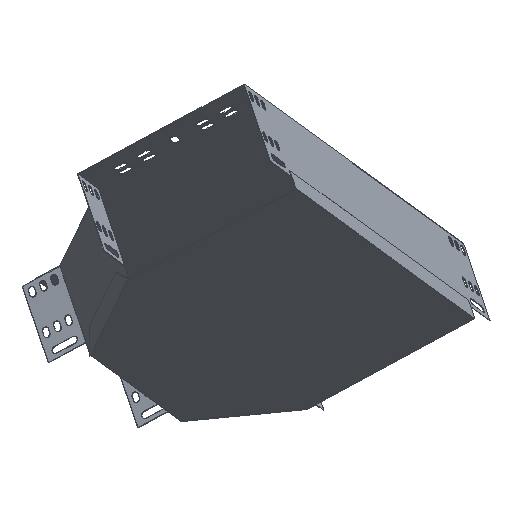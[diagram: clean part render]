
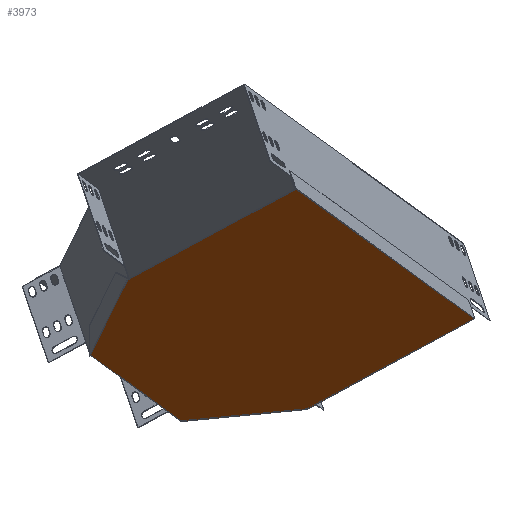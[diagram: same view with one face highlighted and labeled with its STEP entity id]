
A CAD part, front view. The second image highlights one B-rep face of the part: STEP entity #3973.
In plain terms, the highlighted planar face has unit normal (0.283, -0.485, -0.827).
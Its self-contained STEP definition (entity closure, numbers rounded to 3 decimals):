
#62 = CARTESIAN_POINT ( 'NONE',  ( 43.852, 385.346, 12.902 ) ) ;
#89 = CARTESIAN_POINT ( 'NONE',  ( -87.112, 330.471, 0.323 ) ) ;
#546 = ORIENTED_EDGE ( 'NONE', *, *, #1775, .T. ) ;
#559 = CARTESIAN_POINT ( 'NONE',  ( -178.286, 163.157, 67.329 ) ) ;
#940 = CARTESIAN_POINT ( 'NONE',  ( -85.687, 329.808, 1.199 ) ) ;
#1014 = DIRECTION ( 'NONE',  ( 0.919, 0.385, 0.088 ) ) ;
#1256 = VERTEX_POINT ( 'NONE', #1748 ) ;
#1308 = CARTESIAN_POINT ( 'NONE',  ( -85.853, 330.278, 0.866 ) ) ;
#1467 = LINE ( 'NONE', #1308, #10911 ) ;
#1539 = CARTESIAN_POINT ( 'NONE',  ( -178.597, 164.045, 66.702 ) ) ;
#1561 = CARTESIAN_POINT ( 'NONE',  ( -138.574, 52.454, 145.869 ) ) ;
#1576 = DIRECTION ( 'NONE',  ( 0.276, -0.785, 0.555 ) ) ;
#1666 = VECTOR ( 'NONE', #2081, 1000. ) ;
#1683 = VERTEX_POINT ( 'NONE', #10868 ) ;
#1748 = CARTESIAN_POINT ( 'NONE',  ( -138.022, 52.685, 145.922 ) ) ;
#1775 = EDGE_CURVE ( 'NONE', #1810, #9027, #4056, .T. ) ;
#1810 = VERTEX_POINT ( 'NONE', #5772 ) ;
#1834 = DIRECTION ( 'NONE',  ( 0.919, 0.385, 0.088 ) ) ;
#1847 = LINE ( 'NONE', #4614, #6316 ) ;
#1990 = DIRECTION ( 'NONE',  ( -0.455, -0.827, 0.33 ) ) ;
#2081 = DIRECTION ( 'NONE',  ( 0.845, -0.283, 0.455 ) ) ;
#2189 = ORIENTED_EDGE ( 'NONE', *, *, #5044, .F. ) ;
#2323 = ORIENTED_EDGE ( 'NONE', *, *, #10859, .T. ) ;
#2450 = DIRECTION ( 'NONE',  ( 0.919, 0.385, 0.088 ) ) ;
#2514 = ORIENTED_EDGE ( 'NONE', *, *, #10568, .T. ) ;
#2817 = CARTESIAN_POINT ( 'NONE',  ( 31.717, -5.275, 237.971 ) ) ;
#3775 = CARTESIAN_POINT ( 'NONE',  ( -216.132, 275.15, -11.33 ) ) ;
#3912 = ORIENTED_EDGE ( 'NONE', *, *, #8533, .T. ) ;
#3973 = ADVANCED_FACE ( 'NONE', ( #7010 ), #10230, .F. ) ;
#4046 = ORIENTED_EDGE ( 'NONE', *, *, #7062, .F. ) ;
#4056 = LINE ( 'NONE', #89, #11056 ) ;
#4375 = CARTESIAN_POINT ( 'NONE',  ( 44.238, 384.247, 13.679 ) ) ;
#4614 = CARTESIAN_POINT ( 'NONE',  ( -177.551, 163.465, 67.4 ) ) ;
#4756 = EDGE_CURVE ( 'NONE', #10052, #9804, #8167, .T. ) ;
#4894 = CARTESIAN_POINT ( 'NONE',  ( 44.238, 384.247, 13.679 ) ) ;
#5044 = EDGE_CURVE ( 'NONE', #1683, #5150, #9113, .T. ) ;
#5146 = DIRECTION ( 'NONE',  ( 0.276, -0.785, 0.555 ) ) ;
#5150 = VERTEX_POINT ( 'NONE', #11356 ) ;
#5244 = DIRECTION ( 'NONE',  ( 0.455, 0.827, -0.33 ) ) ;
#5260 = VECTOR ( 'NONE', #5146, 1000. ) ;
#5607 = VERTEX_POINT ( 'NONE', #4375 ) ;
#5770 = LINE ( 'NONE', #7798, #10486 ) ;
#5772 = CARTESIAN_POINT ( 'NONE',  ( -86.073, 330.906, 0.422 ) ) ;
#5831 = VECTOR ( 'NONE', #8930, 1000. ) ;
#6117 = CARTESIAN_POINT ( 'NONE',  ( 44.073, 384.718, 13.346 ) ) ;
#6316 = VECTOR ( 'NONE', #1834, 1000. ) ;
#6425 = VERTEX_POINT ( 'NONE', #9660 ) ;
#6510 = AXIS2_PLACEMENT_3D ( 'NONE', #3775, #7598, #1990 ) ;
#7010 = FACE_OUTER_BOUND ( 'NONE', #9250, .T. ) ;
#7062 = EDGE_CURVE ( 'NONE', #1810, #8194, #1467, .T. ) ;
#7500 = ORIENTED_EDGE ( 'NONE', *, *, #9375, .T. ) ;
#7598 = DIRECTION ( 'NONE',  ( -0.283, 0.485, 0.827 ) ) ;
#7711 = LINE ( 'NONE', #6117, #5260 ) ;
#7798 = CARTESIAN_POINT ( 'NONE',  ( 31.556, -4.113, 237.234 ) ) ;
#7934 = EDGE_CURVE ( 'NONE', #9804, #1256, #8421, .T. ) ;
#7987 = CARTESIAN_POINT ( 'NONE',  ( -176.999, 163.696, 67.453 ) ) ;
#8167 = LINE ( 'NONE', #1539, #5831 ) ;
#8194 = VERTEX_POINT ( 'NONE', #940 ) ;
#8207 = ORIENTED_EDGE ( 'NONE', *, *, #4756, .F. ) ;
#8421 = LINE ( 'NONE', #1561, #10758 ) ;
#8533 = EDGE_CURVE ( 'NONE', #1683, #1256, #5770, .T. ) ;
#8669 = ORIENTED_EDGE ( 'NONE', *, *, #8969, .T. ) ;
#8692 = DIRECTION ( 'NONE',  ( -0.845, 0.283, -0.455 ) ) ;
#8892 = LINE ( 'NONE', #7987, #10690 ) ;
#8930 = DIRECTION ( 'NONE',  ( 0.276, -0.785, 0.555 ) ) ;
#8969 = EDGE_CURVE ( 'NONE', #10052, #6425, #1847, .T. ) ;
#9027 = VERTEX_POINT ( 'NONE', #62 ) ;
#9113 = LINE ( 'NONE', #2817, #11723 ) ;
#9240 = CARTESIAN_POINT ( 'NONE',  ( -139.309, 52.146, 145.799 ) ) ;
#9250 = EDGE_LOOP ( 'NONE', ( #2323, #4046, #546, #7500, #2514, #2189, #3912, #9473, #8207, #8669 ) ) ;
#9329 = DIRECTION ( 'NONE',  ( 0.455, 0.827, -0.33 ) ) ;
#9375 = EDGE_CURVE ( 'NONE', #9027, #5607, #7711, .T. ) ;
#9473 = ORIENTED_EDGE ( 'NONE', *, *, #7934, .F. ) ;
#9660 = CARTESIAN_POINT ( 'NONE',  ( -176.999, 163.696, 67.453 ) ) ;
#9804 = VERTEX_POINT ( 'NONE', #9240 ) ;
#10052 = VERTEX_POINT ( 'NONE', #559 ) ;
#10230 = PLANE ( 'NONE',  #6510 ) ;
#10486 = VECTOR ( 'NONE', #8692, 1000. ) ;
#10568 = EDGE_CURVE ( 'NONE', #5607, #5150, #10836, .T. ) ;
#10690 = VECTOR ( 'NONE', #5244, 1000. ) ;
#10758 = VECTOR ( 'NONE', #2450, 1000. ) ;
#10836 = LINE ( 'NONE', #4894, #1666 ) ;
#10859 = EDGE_CURVE ( 'NONE', #6425, #8194, #8892, .T. ) ;
#10868 = CARTESIAN_POINT ( 'NONE',  ( 32.231, -4.339, 237.598 ) ) ;
#10911 = VECTOR ( 'NONE', #1576, 1000. ) ;
#11056 = VECTOR ( 'NONE', #1014, 1000. ) ;
#11356 = CARTESIAN_POINT ( 'NONE',  ( 214.492, 327.223, 105.355 ) ) ;
#11723 = VECTOR ( 'NONE', #9329, 1000. ) ;
